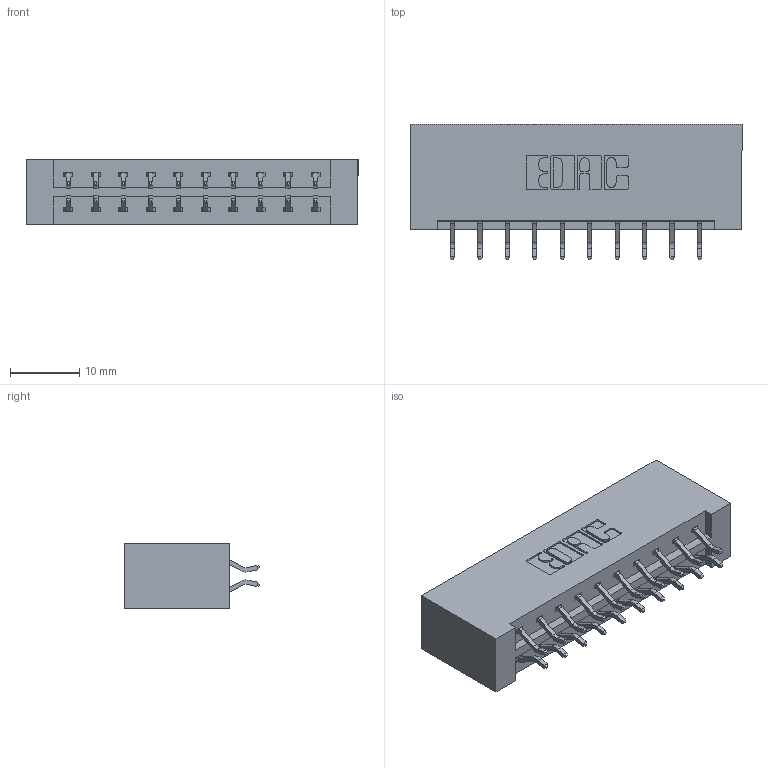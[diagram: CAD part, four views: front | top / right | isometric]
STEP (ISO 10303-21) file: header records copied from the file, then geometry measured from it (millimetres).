
FILE_DESCRIPTION (( 'STEP AP203' ), '1' );
FILE_NAME ('833-020-556-201.STEP', '2020-06-01T13:45:18', ( '' ), ( '' ), 'SwSTEP 2.0', 'SolidWorks 2020', '' );
FILE_SCHEMA (( 'CONFIG_CONTROL_DESIGN' ));
Length unit declared in the file: inch
Products named in the file (3): 833 Part_Lugless; 833-020-556-201; 345-292-001_556 Tail
Assembly tree (21 placements, depth 2):
  833-020-556-201
    833 Part_Lugless
    345-292-001_556 Tail  x20
Bounding box: 47.88 x 19.57 x 9.4 mm (x, y, z)
Volume: 5220.3 mm3; surface area: 5832.5 mm2
Topology: 21 solids, 21 shells, 1266 faces, 3747 edges, 2470 vertices
Faces by surface type: plane 866, cylinder 400
Entity records: 10515 total; most frequent: CARTESIAN_POINT 1794, ORIENTED_EDGE 1718, DIRECTION 1571, EDGE_CURVE 859, LINE 731, VECTOR 731, VERTEX_POINT 570, AXIS2_PLACEMENT_3D 420
